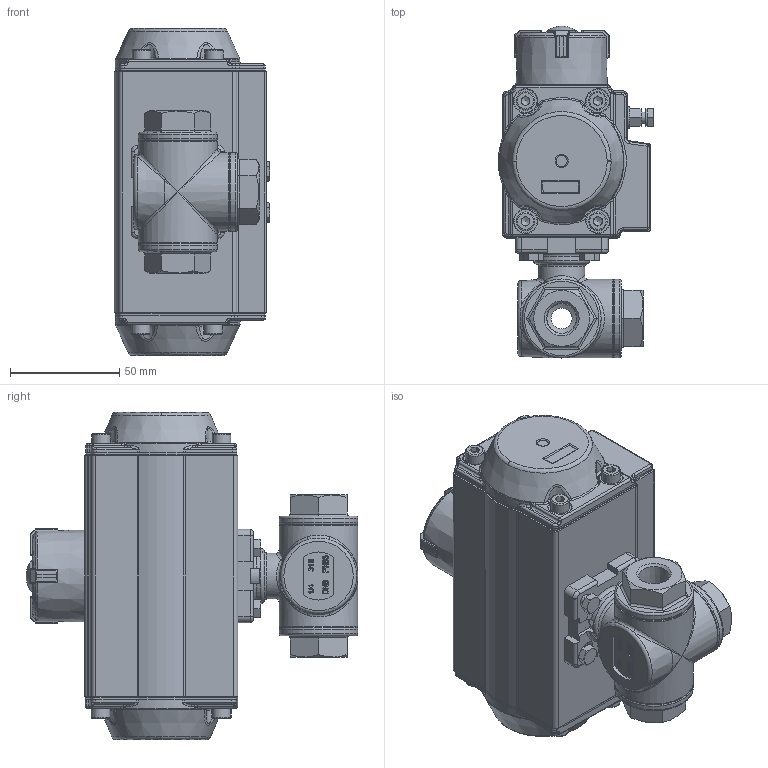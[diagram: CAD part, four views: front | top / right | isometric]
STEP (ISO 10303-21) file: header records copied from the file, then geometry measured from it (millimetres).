
FILE_DESCRIPTION(/* description */ ('Unknown'),/* implementation_level */ '2;1');
FILE_NAME(/* name */ 'PD02 9338_9339-02',/* time_stamp */ '2025-01-31T11:39:49+01:00',/* author */ ('Unknown'),/* organization */ ('Unknown'),/* preprocessor_version */ 'ST-DEVELOPER v19.4',/* originating_system */ 'Solid Edge',/* authorisation */ 'Unknown');
FILE_SCHEMA (('AUTOMOTIVE_DESIGN {1 0 10303 214 3 1 1}'));
Products named in the file (23): PD029338_9339-02; 9338-02; NUT M12_GB_FASTENER_NUT_SSFNTT M14X1.0-N; STEM; BODY DN10; Body Gsake DN10; Nut Stopper; CAP DN8; DIN 933 M5x16 A2-70 BLK_EDST; PD02_PE01; vt50-2016-06-25; hex bolt gradeab_din_ISO 4014 - M5 x 25 x 16-N; huosai50; vt50-2016-06-25 _______MIR; zhou50; VTE50____; plain washers-n series-grade a gb_GB_FASTENER_WASHER_PWNA 5; hex nut gradec_din_Hexagon Nut ISO 4034 - M5 - N; Optische Anzeige; ______; ________(___________; cup head nib bolts with large head gb_GB_FASTENER_BOLT_CHNBW M6X25-N; socket head cap screw_din_DIN 912 M5 x 16 --- 16N
Assembly tree (43 placements, depth 4):
  PD029338_9339-02
    9338-02
      NUT M12_GB_FASTENER_NUT_SSFNTT M14X1.0-N
      STEM
      BODY DN10
      Body Gsake DN10  x3
      Nut Stopper
      CAP DN8  x3
    DIN 933 M5x16 A2-70 BLK_EDST  x4
    PD02_PE01
      vt50-2016-06-25
      hex bolt gradeab_din_ISO 4014 - M5 x 25 x 16-N  x2
      huosai50  x2
      vt50-2016-06-25 _______MIR
      zhou50
      VTE50____
      plain washers-n series-grade a gb_GB_FASTENER_WASHER_PWNA 5  x2
      hex nut gradec_din_Hexagon Nut ISO 4034 - M5 - N  x2
      Optische Anzeige
        ______
        ________(___________  x4
        cup head nib bolts with large head gb_GB_FASTENER_BOLT_CHNBW M6X25-N
      socket head cap screw_din_DIN 912 M5 x 16 --- 16N  x8
Bounding box: 70.92 x 151.6 x 149.4 mm (x, y, z)
Volume: 471930.1 mm3; surface area: 184471.6 mm2
Topology: 40 solids, 40 shells, 2991 faces, 7286 edges, 4506 vertices
Faces by surface type: plane 1070, cylinder 795, bspline 480, torus 317, cone 296, sphere 33
Full cylindrical faces by diameter (mm): 2.5 x2, 3 x16, 3.3 x8, 4.134 x20, 4.2 x2, 4.66 x1, 4.917 x7, 5 x16, 5.3 x2, 5.5 x1, 6 x1, 6.2 x1, 8 x6, 8.5 x8, 8.566 x2, 9.5 x3, 9.6 x1, 10 x4, 11 x1, 11.4 x1, 12 x5, 12.5 x2, 12.6 x2, 12.7 x1, 12.9 x1, 13 x12, 13.5 x2, 14 x5, 15.8 x1, 16 x1
Entity records: 84156 total; most frequent: CARTESIAN_POINT 37897, ORIENTED_EDGE 9668, DIRECTION 8434, EDGE_CURVE 4834, AXIS2_PLACEMENT_3D 3237, VERTEX_POINT 3230, FACE_BOUND 2666, EDGE_LOOP 2645
